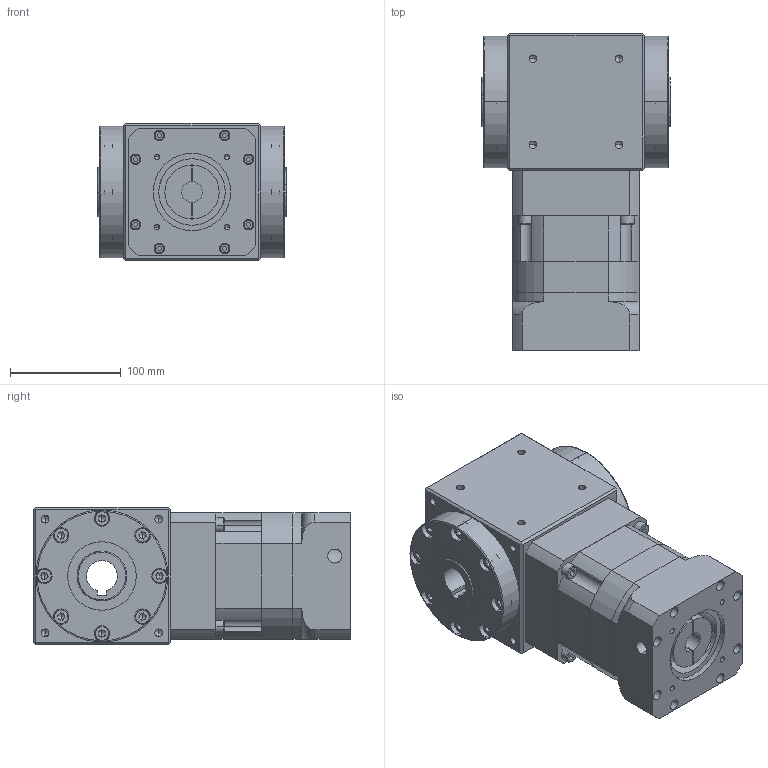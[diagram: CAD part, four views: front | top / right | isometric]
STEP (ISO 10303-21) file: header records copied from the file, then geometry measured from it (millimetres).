
FILE_DESCRIPTION (( 'STEP AP214' ), '1' );
FILE_NAME ('RAM120-L2-XX-H-19-70-90-M6_2019.STEP', '2019-04-09T09:46:27', ( 'Y' ), ( 'NCU' ), 'SwSTEP 2.0', 'SolidWorks 2016', '' );
FILE_SCHEMA (( 'AUTOMOTIVE_DESIGN' ));
Length unit declared in the file: millimetre
Products named in the file (1): RAM120-L2-XX-H-19-70-90-M6_2019
Bounding box: 170 x 286.8 x 124 mm (x, y, z)
Volume: 4148254 mm3; surface area: 358894.4 mm2
Topology: 5 solids, 21 shells, 854 faces, 2033 edges, 1252 vertices
Faces by surface type: plane 430, cylinder 276, cone 104, torus 44
Entity records: 28017 total; most frequent: CARTESIAN_POINT 6992, DIRECTION 4393, ORIENTED_EDGE 3906, EDGE_CURVE 1953, AXIS2_PLACEMENT_3D 1653, VERTEX_POINT 1252, LINE 1087, VECTOR 1087
